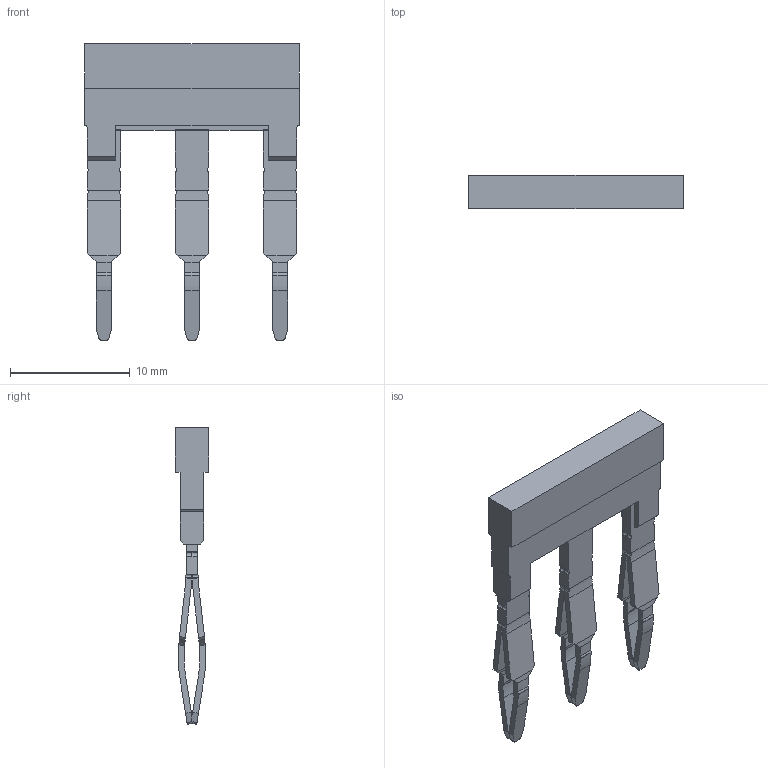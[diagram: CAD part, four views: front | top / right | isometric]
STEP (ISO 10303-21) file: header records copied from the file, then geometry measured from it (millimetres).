
FILE_DESCRIPTION(('CATIA V5 STEP Exchange','CAx-IF Rec.Pracs.--- Model Styling and Organization---1.4--- 2014-01-23'),'2;1');
FILE_NAME ('1175001-3_0_2709720000_2709720000.stp','2020-10-21T08:05:04+00:00',('none'),('Weidmueller'),'CATIA Version 5-6 Release 2016 SP3 HF44','CATIA V5 STEP AP214','none');
FILE_SCHEMA(('AUTOMOTIVE_DESIGN { 1 0 10303 214 1 1 1 1 }'));
Length unit declared in the file: millimetre
Products named in the file (1): 2709720000
Bounding box: 17.9 x 2.8 x 24.72 mm (x, y, z)
Volume: 461.3 mm3; surface area: 1240.2 mm2
Topology: 2 solids, 2 shells, 343 faces, 961 edges, 612 vertices
Faces by surface type: plane 227, cylinder 80, bspline 36
Entity records: 11211 total; most frequent: CARTESIAN_POINT 3133, ORIENTED_EDGE 1922, DIRECTION 1249, EDGE_CURVE 961, VECTOR 657, LINE 657, VERTEX_POINT 612, AXIS2_PLACEMENT_3D 368
